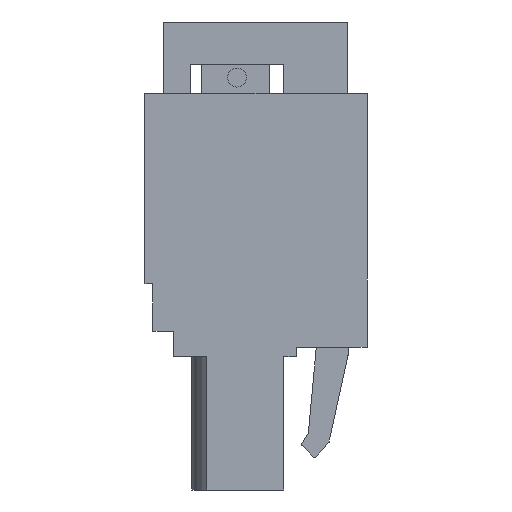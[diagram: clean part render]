
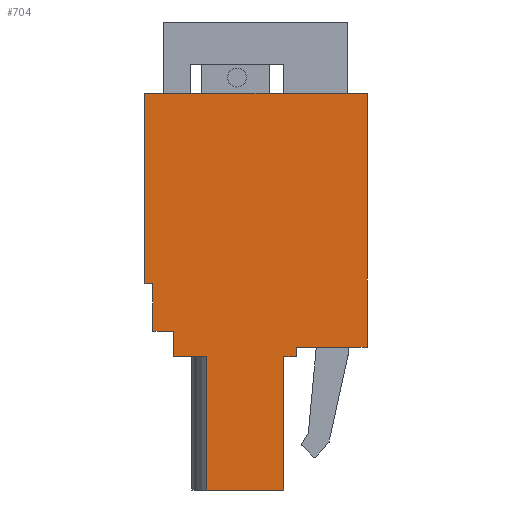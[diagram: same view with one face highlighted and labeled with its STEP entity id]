
A CAD part, left-side view. The second image highlights one B-rep face of the part: STEP entity #704.
In plain terms, the highlighted planar face has unit normal (-1, 0, 0).
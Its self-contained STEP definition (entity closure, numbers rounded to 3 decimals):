
#704 = ADVANCED_FACE( '', ( #1672 ), #1673, .F. );
#1672 = FACE_OUTER_BOUND( '', #3210, .T. );
#1673 = PLANE( '', #3211 );
#3210 = EDGE_LOOP( '', ( #5716, #5717, #5718, #5719, #5720, #5721, #5722, #5723, #5724, #5725, #5726, #5727, #5728, #5729 ) );
#3211 = AXIS2_PLACEMENT_3D( '', #5730, #5731, #5732 );
#5716 = ORIENTED_EDGE( '', *, *, #9313, .T. );
#5717 = ORIENTED_EDGE( '', *, *, #9314, .F. );
#5718 = ORIENTED_EDGE( '', *, *, #9315, .F. );
#5719 = ORIENTED_EDGE( '', *, *, #9006, .F. );
#5720 = ORIENTED_EDGE( '', *, *, #9316, .F. );
#5721 = ORIENTED_EDGE( '', *, *, #8986, .F. );
#5722 = ORIENTED_EDGE( '', *, *, #9317, .F. );
#5723 = ORIENTED_EDGE( '', *, *, #9318, .F. );
#5724 = ORIENTED_EDGE( '', *, *, #9319, .F. );
#5725 = ORIENTED_EDGE( '', *, *, #9320, .T. );
#5726 = ORIENTED_EDGE( '', *, *, #9321, .T. );
#5727 = ORIENTED_EDGE( '', *, *, #9322, .T. );
#5728 = ORIENTED_EDGE( '', *, *, #9323, .T. );
#5729 = ORIENTED_EDGE( '', *, *, #9324, .F. );
#5730 = CARTESIAN_POINT( '', ( -5.08, 0., 0. ) );
#5731 = DIRECTION( '', ( 1., 0., 0. ) );
#5732 = DIRECTION( '', ( 0., 0., -1. ) );
#8986 = EDGE_CURVE( '', #10707, #10708, #10709, .T. );
#9006 = EDGE_CURVE( '', #10742, #10745, #10746, .T. );
#9313 = EDGE_CURVE( '', #11258, #11259, #11260, .T. );
#9314 = EDGE_CURVE( '', #11261, #11259, #11262, .T. );
#9315 = EDGE_CURVE( '', #10745, #11261, #11263, .T. );
#9316 = EDGE_CURVE( '', #10708, #10742, #11264, .T. );
#9317 = EDGE_CURVE( '', #11265, #10707, #11266, .T. );
#9318 = EDGE_CURVE( '', #11267, #11265, #11268, .T. );
#9319 = EDGE_CURVE( '', #11269, #11267, #11270, .T. );
#9320 = EDGE_CURVE( '', #11269, #11271, #11272, .T. );
#9321 = EDGE_CURVE( '', #11271, #11273, #11274, .T. );
#9322 = EDGE_CURVE( '', #11273, #11275, #11276, .T. );
#9323 = EDGE_CURVE( '', #11275, #11277, #11278, .T. );
#9324 = EDGE_CURVE( '', #11258, #11277, #11279, .T. );
#10707 = VERTEX_POINT( '', #13173 );
#10708 = VERTEX_POINT( '', #13174 );
#10709 = LINE( '', #13175, #13176 );
#10742 = VERTEX_POINT( '', #13238 );
#10745 = VERTEX_POINT( '', #13242 );
#10746 = LINE( '', #13243, #13244 );
#11258 = VERTEX_POINT( '', #14013 );
#11259 = VERTEX_POINT( '', #14014 );
#11260 = LINE( '', #14015, #14016 );
#11261 = VERTEX_POINT( '', #14017 );
#11262 = LINE( '', #14018, #14019 );
#11263 = LINE( '', #14020, #14021 );
#11264 = LINE( '', #14022, #14023 );
#11265 = VERTEX_POINT( '', #14024 );
#11266 = LINE( '', #14025, #14026 );
#11267 = VERTEX_POINT( '', #14027 );
#11268 = LINE( '', #14028, #14029 );
#11269 = VERTEX_POINT( '', #14030 );
#11270 = LINE( '', #14031, #14032 );
#11271 = VERTEX_POINT( '', #14033 );
#11272 = LINE( '', #14034, #14035 );
#11273 = VERTEX_POINT( '', #14036 );
#11274 = LINE( '', #14037, #14038 );
#11275 = VERTEX_POINT( '', #14039 );
#11276 = LINE( '', #14040, #14041 );
#11277 = VERTEX_POINT( '', #14042 );
#11278 = LINE( '', #14043, #14044 );
#11279 = LINE( '', #14045, #14046 );
#13173 = CARTESIAN_POINT( '', ( -5.08, -7., -7.7 ) );
#13174 = CARTESIAN_POINT( '', ( -5.08, -2.55, -7.7 ) );
#13175 = CARTESIAN_POINT( '', ( -5.08, 0., -7.7 ) );
#13176 = VECTOR( '', #16482, 1000. );
#13238 = CARTESIAN_POINT( '', ( -5.08, -2.55, -8.3 ) );
#13242 = CARTESIAN_POINT( '', ( -5.08, -1.75, -8.3 ) );
#13243 = CARTESIAN_POINT( '', ( -5.08, -7., -8.3 ) );
#13244 = VECTOR( '', #16497, 1000. );
#14013 = CARTESIAN_POINT( '', ( -5.08, 3.1, -8.3 ) );
#14014 = CARTESIAN_POINT( '', ( -5.08, 3.1, -16.7 ) );
#14015 = CARTESIAN_POINT( '', ( -5.08, 3.1, -8.3 ) );
#14016 = VECTOR( '', #16832, 1000. );
#14017 = CARTESIAN_POINT( '', ( -5.08, -1.75, -16.7 ) );
#14018 = CARTESIAN_POINT( '', ( -5.08, -1.75, -16.7 ) );
#14019 = VECTOR( '', #16833, 1000. );
#14020 = CARTESIAN_POINT( '', ( -5.08, -1.75, -8.3 ) );
#14021 = VECTOR( '', #16834, 1000. );
#14022 = CARTESIAN_POINT( '', ( -5.08, -2.55, 0. ) );
#14023 = VECTOR( '', #16835, 1000. );
#14024 = CARTESIAN_POINT( '', ( -5.08, -7., 8.3 ) );
#14025 = CARTESIAN_POINT( '', ( -5.08, -7., 8.3 ) );
#14026 = VECTOR( '', #16836, 1000. );
#14027 = CARTESIAN_POINT( '', ( -5.08, 7., 8.3 ) );
#14028 = CARTESIAN_POINT( '', ( -5.08, 7., 8.3 ) );
#14029 = VECTOR( '', #16837, 1000. );
#14030 = CARTESIAN_POINT( '', ( -5.08, 7., -3.7 ) );
#14031 = CARTESIAN_POINT( '', ( -5.08, 7., -8.3 ) );
#14032 = VECTOR( '', #16838, 1000. );
#14033 = CARTESIAN_POINT( '', ( -5.08, 6.5, -3.7 ) );
#14034 = CARTESIAN_POINT( '', ( -5.08, 0., -3.7 ) );
#14035 = VECTOR( '', #16839, 1000. );
#14036 = CARTESIAN_POINT( '', ( -5.08, 6.5, -6.7 ) );
#14037 = CARTESIAN_POINT( '', ( -5.08, 6.5, 0. ) );
#14038 = VECTOR( '', #16840, 1000. );
#14039 = CARTESIAN_POINT( '', ( -5.08, 5.2, -6.7 ) );
#14040 = CARTESIAN_POINT( '', ( -5.08, 0., -6.7 ) );
#14041 = VECTOR( '', #16841, 1000. );
#14042 = CARTESIAN_POINT( '', ( -5.08, 5.2, -8.3 ) );
#14043 = CARTESIAN_POINT( '', ( -5.08, 5.2, 0. ) );
#14044 = VECTOR( '', #16842, 1000. );
#14045 = CARTESIAN_POINT( '', ( -5.08, -7., -8.3 ) );
#14046 = VECTOR( '', #16843, 1000. );
#16482 = DIRECTION( '', ( 0., 1., 0. ) );
#16497 = DIRECTION( '', ( 0., 1., 0. ) );
#16832 = DIRECTION( '', ( 0., 0., -1. ) );
#16833 = DIRECTION( '', ( 0., 1., 0. ) );
#16834 = DIRECTION( '', ( 0., 0., -1. ) );
#16835 = DIRECTION( '', ( 0., 0., -1. ) );
#16836 = DIRECTION( '', ( 0., 0., -1. ) );
#16837 = DIRECTION( '', ( 0., -1., 0. ) );
#16838 = DIRECTION( '', ( 0., 0., 1. ) );
#16839 = DIRECTION( '', ( 0., -1., 0. ) );
#16840 = DIRECTION( '', ( 0., 0., -1. ) );
#16841 = DIRECTION( '', ( 0., -1., 0. ) );
#16842 = DIRECTION( '', ( 0., 0., -1. ) );
#16843 = DIRECTION( '', ( 0., 1., 0. ) );
